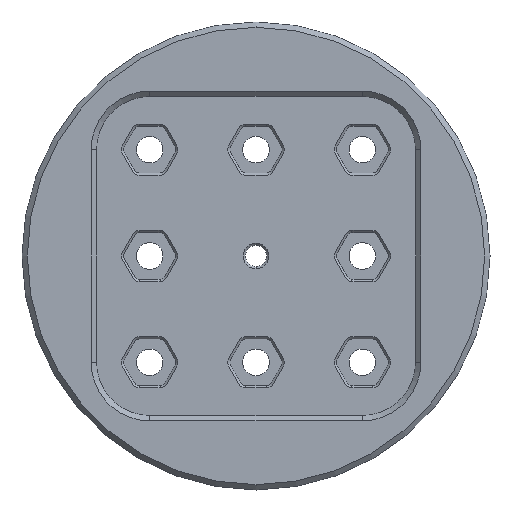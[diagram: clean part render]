
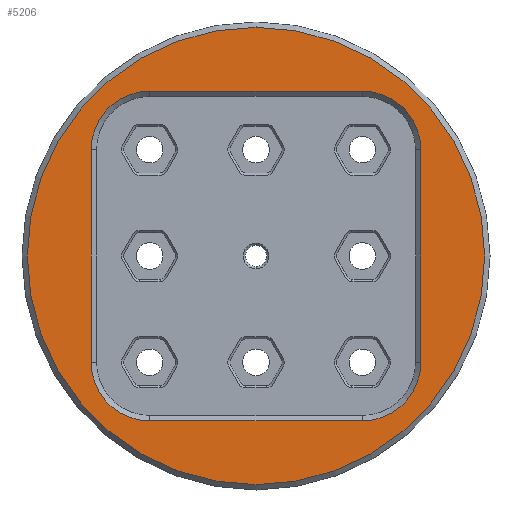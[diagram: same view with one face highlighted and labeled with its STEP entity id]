
A CAD part, front view. The second image highlights one B-rep face of the part: STEP entity #5206.
In plain terms, the highlighted planar face has unit normal (0, -1, 0).
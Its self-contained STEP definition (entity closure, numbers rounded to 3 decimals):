
#12 = EDGE_CURVE ( 'NONE', #4476, #4721, #4203, .T. ) ;
#133 = VERTEX_POINT ( 'NONE', #3974 ) ;
#473 = DIRECTION ( 'NONE',  ( 0., 0., 1. ) ) ;
#498 = CARTESIAN_POINT ( 'NONE',  ( -15.5, 0., -10. ) ) ;
#502 = CARTESIAN_POINT ( 'NONE',  ( 10., 0., 15.5 ) ) ;
#514 = DIRECTION ( 'NONE',  ( 0., 1., 0. ) ) ;
#517 = ORIENTED_EDGE ( 'NONE', *, *, #4893, .T. ) ;
#639 = ORIENTED_EDGE ( 'NONE', *, *, #12, .T. ) ;
#712 = EDGE_LOOP ( 'NONE', ( #3222, #3763, #4460, #3137, #1650, #517, #3233, #6409 ) ) ;
#868 = VERTEX_POINT ( 'NONE', #502 ) ;
#893 = EDGE_CURVE ( 'NONE', #907, #6378, #2904, .T. ) ;
#907 = VERTEX_POINT ( 'NONE', #5130 ) ;
#1063 = AXIS2_PLACEMENT_3D ( 'NONE', #3067, #2439, #3570 ) ;
#1096 = DIRECTION ( 'NONE',  ( 1., 0., 0. ) ) ;
#1135 = DIRECTION ( 'NONE',  ( 0., 1., 0. ) ) ;
#1154 = FACE_BOUND ( 'NONE', #712, .T. ) ;
#1177 = DIRECTION ( 'NONE',  ( 0., 0., 1. ) ) ;
#1189 = AXIS2_PLACEMENT_3D ( 'NONE', #2922, #1135, #3869 ) ;
#1222 = CARTESIAN_POINT ( 'NONE',  ( -10., 0., 15.5 ) ) ;
#1568 = VECTOR ( 'NONE', #2368, 1000. ) ;
#1572 = VERTEX_POINT ( 'NONE', #2538 ) ;
#1650 = ORIENTED_EDGE ( 'NONE', *, *, #2102, .T. ) ;
#1752 = CARTESIAN_POINT ( 'NONE',  ( 10., 0., -10. ) ) ;
#1978 = EDGE_LOOP ( 'NONE', ( #3163, #639 ) ) ;
#2102 = EDGE_CURVE ( 'NONE', #868, #1572, #3044, .T. ) ;
#2111 = EDGE_CURVE ( 'NONE', #6592, #7622, #4191, .T. ) ;
#2139 = DIRECTION ( 'NONE',  ( 0., -1., 0. ) ) ;
#2304 = CIRCLE ( 'NONE', #3308, 5.5 ) ;
#2324 = DIRECTION ( 'NONE',  ( -1., 0., 0. ) ) ;
#2368 = DIRECTION ( 'NONE',  ( 0., 0., 1. ) ) ;
#2439 = DIRECTION ( 'NONE',  ( 0., 1., 0. ) ) ;
#2524 = CARTESIAN_POINT ( 'NONE',  ( 15.5, 0., 0. ) ) ;
#2538 = CARTESIAN_POINT ( 'NONE',  ( 15.5, 0., 10. ) ) ;
#2561 = DIRECTION ( 'NONE',  ( 0., 0., 1. ) ) ;
#2623 = CIRCLE ( 'NONE', #2992, 5.5 ) ;
#2904 = LINE ( 'NONE', #5272, #4350 ) ;
#2912 = DIRECTION ( 'NONE',  ( 0., 0., 1. ) ) ;
#2922 = CARTESIAN_POINT ( 'NONE',  ( -10., 0., -10. ) ) ;
#2992 = AXIS2_PLACEMENT_3D ( 'NONE', #1752, #514, #473 ) ;
#3030 = DIRECTION ( 'NONE',  ( 0., 0., -1. ) ) ;
#3044 = CIRCLE ( 'NONE', #5276, 5.5 ) ;
#3046 = DIRECTION ( 'NONE',  ( 0., 1., 0. ) ) ;
#3067 = CARTESIAN_POINT ( 'NONE',  ( 0., 0., 0. ) ) ;
#3137 = ORIENTED_EDGE ( 'NONE', *, *, #3223, .T. ) ;
#3163 = ORIENTED_EDGE ( 'NONE', *, *, #6581, .T. ) ;
#3165 = CARTESIAN_POINT ( 'NONE',  ( 0., 0., 0. ) ) ;
#3222 = ORIENTED_EDGE ( 'NONE', *, *, #5774, .T. ) ;
#3223 = EDGE_CURVE ( 'NONE', #7170, #868, #7612, .T. ) ;
#3232 = AXIS2_PLACEMENT_3D ( 'NONE', #3165, #5524, #5141 ) ;
#3233 = ORIENTED_EDGE ( 'NONE', *, *, #4397, .T. ) ;
#3308 = AXIS2_PLACEMENT_3D ( 'NONE', #6861, #3046, #1177 ) ;
#3570 = DIRECTION ( 'NONE',  ( 0., 0., 1. ) ) ;
#3763 = ORIENTED_EDGE ( 'NONE', *, *, #2111, .T. ) ;
#3869 = DIRECTION ( 'NONE',  ( 0., 0., 1. ) ) ;
#3974 = CARTESIAN_POINT ( 'NONE',  ( 15.5, 0., -10. ) ) ;
#4138 = VECTOR ( 'NONE', #3030, 1000. ) ;
#4191 = LINE ( 'NONE', #5281, #1568 ) ;
#4203 = CIRCLE ( 'NONE', #3232, 21.5 ) ;
#4350 = VECTOR ( 'NONE', #2324, 1000. ) ;
#4397 = EDGE_CURVE ( 'NONE', #133, #907, #2623, .T. ) ;
#4460 = ORIENTED_EDGE ( 'NONE', *, *, #7096, .T. ) ;
#4476 = VERTEX_POINT ( 'NONE', #7656 ) ;
#4552 = VECTOR ( 'NONE', #1096, 1000. ) ;
#4721 = VERTEX_POINT ( 'NONE', #6872 ) ;
#4762 = CARTESIAN_POINT ( 'NONE',  ( -10., 0., -15.5 ) ) ;
#4785 = CIRCLE ( 'NONE', #1189, 5.5 ) ;
#4893 = EDGE_CURVE ( 'NONE', #1572, #133, #7232, .T. ) ;
#4907 = AXIS2_PLACEMENT_3D ( 'NONE', #7458, #2139, #2561 ) ;
#5130 = CARTESIAN_POINT ( 'NONE',  ( 10., 0., -15.5 ) ) ;
#5141 = DIRECTION ( 'NONE',  ( 0., 0., 1. ) ) ;
#5206 = ADVANCED_FACE ( 'NONE', ( #1154, #5897 ), #6055, .F. ) ;
#5272 = CARTESIAN_POINT ( 'NONE',  ( 0., 0., -15.5 ) ) ;
#5276 = AXIS2_PLACEMENT_3D ( 'NONE', #6522, #6013, #2912 ) ;
#5281 = CARTESIAN_POINT ( 'NONE',  ( -15.5, 0., 0. ) ) ;
#5365 = CARTESIAN_POINT ( 'NONE',  ( -15.5, 0., 10. ) ) ;
#5524 = DIRECTION ( 'NONE',  ( 0., -1., 0. ) ) ;
#5774 = EDGE_CURVE ( 'NONE', #6378, #6592, #4785, .T. ) ;
#5897 = FACE_OUTER_BOUND ( 'NONE', #1978, .T. ) ;
#6013 = DIRECTION ( 'NONE',  ( 0., 1., 0. ) ) ;
#6055 = PLANE ( 'NONE',  #1063 ) ;
#6378 = VERTEX_POINT ( 'NONE', #4762 ) ;
#6409 = ORIENTED_EDGE ( 'NONE', *, *, #893, .T. ) ;
#6522 = CARTESIAN_POINT ( 'NONE',  ( 10., 0., 10. ) ) ;
#6581 = EDGE_CURVE ( 'NONE', #4721, #4476, #7632, .T. ) ;
#6592 = VERTEX_POINT ( 'NONE', #498 ) ;
#6861 = CARTESIAN_POINT ( 'NONE',  ( -10., 0., 10. ) ) ;
#6872 = CARTESIAN_POINT ( 'NONE',  ( 0., 0., 21.5 ) ) ;
#6880 = CARTESIAN_POINT ( 'NONE',  ( 0., 0., 15.5 ) ) ;
#7096 = EDGE_CURVE ( 'NONE', #7622, #7170, #2304, .T. ) ;
#7170 = VERTEX_POINT ( 'NONE', #1222 ) ;
#7232 = LINE ( 'NONE', #2524, #4138 ) ;
#7458 = CARTESIAN_POINT ( 'NONE',  ( 0., 0., 0. ) ) ;
#7612 = LINE ( 'NONE', #6880, #4552 ) ;
#7622 = VERTEX_POINT ( 'NONE', #5365 ) ;
#7632 = CIRCLE ( 'NONE', #4907, 21.5 ) ;
#7656 = CARTESIAN_POINT ( 'NONE',  ( 0., 0., -21.5 ) ) ;
